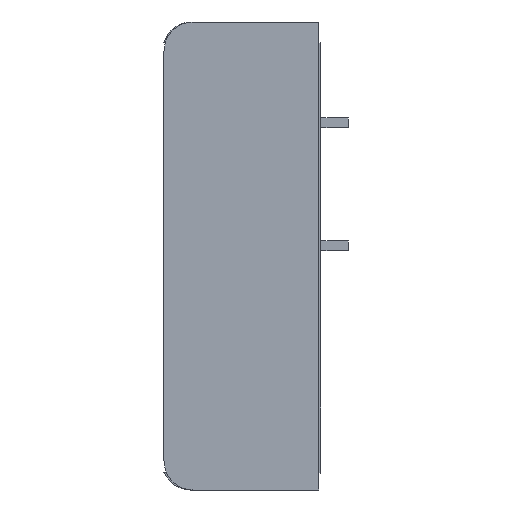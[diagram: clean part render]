
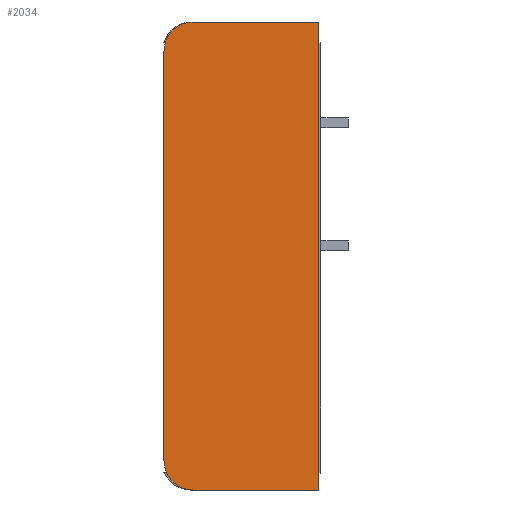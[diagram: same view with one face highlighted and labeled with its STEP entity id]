
A CAD part, left-side view. The second image highlights one B-rep face of the part: STEP entity #2034.
In plain terms, the highlighted face is planar.
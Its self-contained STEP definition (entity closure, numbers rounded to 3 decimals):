
#66=PLANE('',#2170);
#165=LINE('',#2995,#407);
#233=LINE('',#3142,#475);
#255=LINE('',#3187,#497);
#256=LINE('',#3191,#498);
#407=VECTOR('',#2343,48.3);
#475=VECTOR('',#2429,42.3);
#497=VECTOR('',#2471,13.);
#498=VECTOR('',#2476,13.);
#677=CIRCLE('',#2171,3.);
#678=CIRCLE('',#2172,3.);
#715=FACE_OUTER_BOUND('',#845,.T.);
#845=EDGE_LOOP('',(#1586,#1587,#1588,#1589,#1590,#1591));
#988=VERTEX_POINT('',#2992);
#989=VERTEX_POINT('',#2994);
#1058=VERTEX_POINT('',#3140);
#1059=VERTEX_POINT('',#3141);
#1072=VERTEX_POINT('',#3186);
#1073=VERTEX_POINT('',#3189);
#1181=EDGE_CURVE('',#989,#988,#165,.T.);
#1255=EDGE_CURVE('',#1058,#1059,#233,.T.);
#1279=EDGE_CURVE('',#1072,#988,#255,.T.);
#1280=EDGE_CURVE('',#1072,#1059,#677,.T.);
#1281=EDGE_CURVE('',#1058,#1073,#678,.T.);
#1282=EDGE_CURVE('',#1073,#989,#256,.T.);
#1586=ORIENTED_EDGE('',*,*,#1279,.F.);
#1587=ORIENTED_EDGE('',*,*,#1280,.T.);
#1588=ORIENTED_EDGE('',*,*,#1255,.F.);
#1589=ORIENTED_EDGE('',*,*,#1281,.T.);
#1590=ORIENTED_EDGE('',*,*,#1282,.T.);
#1591=ORIENTED_EDGE('',*,*,#1181,.T.);
#2034=ADVANCED_FACE('',(#715),#66,.F.);
#2170=AXIS2_PLACEMENT_3D('',#3185,#2469,#2470);
#2171=AXIS2_PLACEMENT_3D('',#3188,#2472,#2473);
#2172=AXIS2_PLACEMENT_3D('',#3190,#2474,#2475);
#2343=DIRECTION('',(0.,0.,-1.));
#2429=DIRECTION('',(0.,0.,-1.));
#2469=DIRECTION('center_axis',(-1.,0.,0.));
#2470=DIRECTION('ref_axis',(0.,0.,1.));
#2471=DIRECTION('',(0.,-1.,0.));
#2472=DIRECTION('center_axis',(1.,0.,0.));
#2473=DIRECTION('ref_axis',(0.,0.,1.));
#2474=DIRECTION('center_axis',(1.,0.,0.));
#2475=DIRECTION('ref_axis',(0.,0.,1.));
#2476=DIRECTION('',(0.,-1.,0.));
#2992=CARTESIAN_POINT('',(29.,0.,-31.85));
#2994=CARTESIAN_POINT('',(29.,0.,16.45));
#2995=CARTESIAN_POINT('',(29.,0.,16.45));
#3140=CARTESIAN_POINT('',(29.,16.,13.45));
#3141=CARTESIAN_POINT('',(29.,16.,-28.85));
#3142=CARTESIAN_POINT('',(29.,16.,16.45));
#3185=CARTESIAN_POINT('Origin',(29.,16.,16.45));
#3186=CARTESIAN_POINT('',(29.,13.,-31.85));
#3187=CARTESIAN_POINT('',(29.,16.,-31.85));
#3188=CARTESIAN_POINT('Origin',(29.,13.,-28.85));
#3189=CARTESIAN_POINT('',(29.,13.,16.45));
#3190=CARTESIAN_POINT('Origin',(29.,13.,13.45));
#3191=CARTESIAN_POINT('',(29.,16.,16.45));
